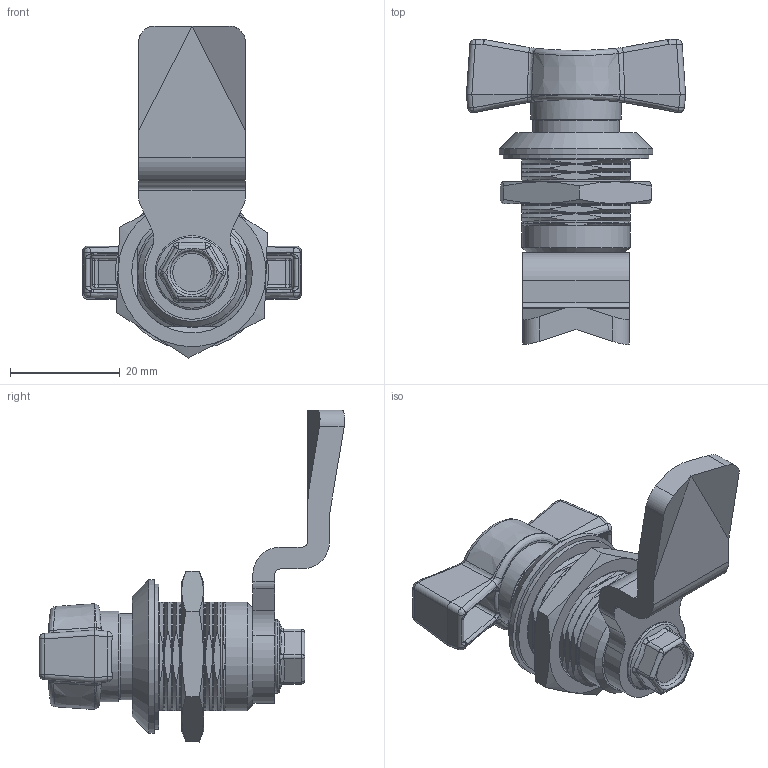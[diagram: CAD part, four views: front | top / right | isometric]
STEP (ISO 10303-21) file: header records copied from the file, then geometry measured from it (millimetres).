
FILE_DESCRIPTION (( 'STEP AP203' ), '1' );
FILE_NAME ('SCE-DLWKF.step', '2021-02-09T22:12:51', ( 'ADC123' ), ( 'Microsoft' ), 'SwSTEP 2.0', 'SolidWorks 2019', '' );
FILE_SCHEMA (( 'CONFIG_CONTROL_DESIGN' ));
Length unit declared in the file: inch
Products named in the file (1): SCE-DLWKF
Bounding box: 40 x 55.78 x 60.58 mm (x, y, z)
Volume: 20147.7 mm3; surface area: 15411.5 mm2
Topology: 9 solids, 9 shells, 550 faces, 1294 edges, 768 vertices
Faces by surface type: plane 164, cone 146, cylinder 132, bspline 108
Full cylindrical faces by diameter (mm): 4.917 x12, 6 x9, 7 x1, 9.95 x1, 10.04 x1, 11 x1, 12 x1, 13.5 x1, 15.5 x1, 15.75 x3, 16.5 x1, 19.8 x9, 20 x2, 22 x1, 26.5 x1, 28 x1
Entity records: 20808 total; most frequent: CARTESIAN_POINT 10217, ORIENTED_EDGE 2270, DIRECTION 1868, EDGE_CURVE 1135, AXIS2_PLACEMENT_3D 794, VERTEX_POINT 715, EDGE_LOOP 672, FACE_OUTER_BOUND 600
